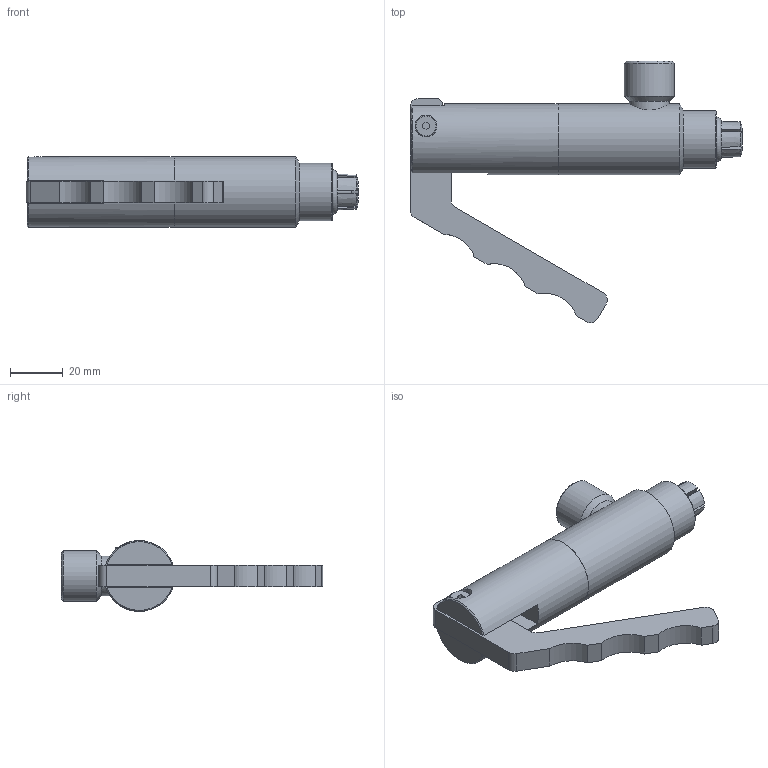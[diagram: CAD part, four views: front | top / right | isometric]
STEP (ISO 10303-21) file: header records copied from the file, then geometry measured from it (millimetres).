
FILE_DESCRIPTION(/* description */ (''),/* implementation_level */ '2;1');
FILE_NAME(/* name */ 'FNL-046T045.stp',/* time_stamp */ '2017-05-10T07:35:44-05:00',/* author */ ('scottg'),/* organization */ ('FasTest,Inc.'),/* preprocessor_version */ 'ST-DEVELOPER v16.1',/* originating_system */ 'Autodesk Inventor 2016',/* authorisation */ '');
FILE_SCHEMA (('AUTOMOTIVE_DESIGN { 1 0 10303 214 3 1 1 }'));
Length unit declared in the file: inch
Products named in the file (1): FNL-046T045
Bounding box: 126.19 x 99.44 x 26.92 mm (x, y, z)
Volume: 72997.7 mm3; surface area: 20480.6 mm2
Topology: 2 solids, 2 shells, 178 faces, 510 edges, 321 vertices
Faces by surface type: plane 98, cylinder 38, cone 23, torus 19
Full cylindrical faces by diameter (mm): 4.826 x2, 4.978 x1, 8.157 x1, 8.331 x1, 11.455 x1, 15.189 x1, 19.05 x1, 21.971 x1, 24.943 x1, 26.924 x2
Entity records: 5995 total; most frequent: CARTESIAN_POINT 1566, ORIENTED_EDGE 984, DIRECTION 850, EDGE_CURVE 480, VERTEX_POINT 314, AXIS2_PLACEMENT_3D 306, LINE 238, VECTOR 238
